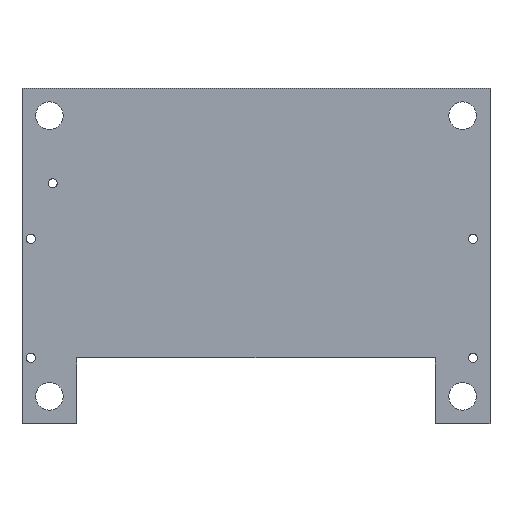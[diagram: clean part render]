
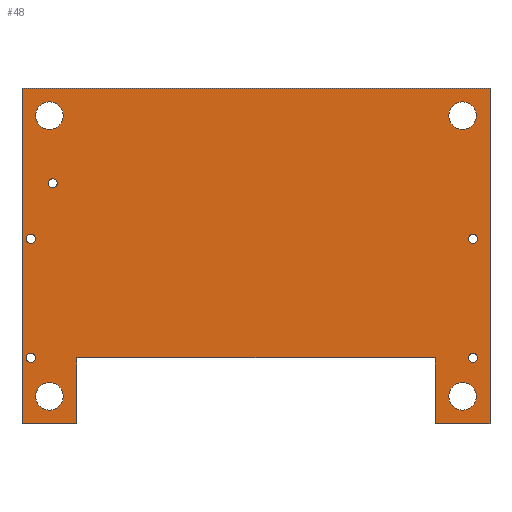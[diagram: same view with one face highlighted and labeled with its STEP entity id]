
A CAD part, front view. The second image highlights one B-rep face of the part: STEP entity #48.
In plain terms, the highlighted planar face has unit normal (0, -1, 0).
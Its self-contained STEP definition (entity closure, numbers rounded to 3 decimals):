
#48=ADVANCED_FACE('',(#219,#221,#223,#225,#227,#229,#231,#233,#235,#237),#239,.F.);
#219=FACE_BOUND('',#220,.T.);
#220=EDGE_LOOP('',(#406,#407,#408,#409,#410,#411,#412,#413));
#221=FACE_BOUND('',#222,.T.);
#222=EDGE_LOOP('',(#414));
#223=FACE_BOUND('',#224,.T.);
#224=EDGE_LOOP('',(#415));
#225=FACE_BOUND('',#226,.T.);
#226=EDGE_LOOP('',(#416));
#227=FACE_BOUND('',#228,.T.);
#228=EDGE_LOOP('',(#417));
#229=FACE_BOUND('',#230,.T.);
#230=EDGE_LOOP('',(#418));
#231=FACE_BOUND('',#232,.T.);
#232=EDGE_LOOP('',(#419));
#233=FACE_BOUND('',#234,.T.);
#234=EDGE_LOOP('',(#420));
#235=FACE_BOUND('',#236,.T.);
#236=EDGE_LOOP('',(#421));
#237=FACE_BOUND('',#238,.T.);
#238=EDGE_LOOP('',(#422));
#239=PLANE('',#240);
#240=AXIS2_PLACEMENT_3D('',#241,#242,#243);
#241=CARTESIAN_POINT('',(0.,0.,0.));
#242=DIRECTION('',(0.,1.,0.));
#243=DIRECTION('',(-1.,0.,0.));
#406=ORIENTED_EDGE('',*,*,#490,.F.);
#407=ORIENTED_EDGE('',*,*,#491,.F.);
#408=ORIENTED_EDGE('',*,*,#492,.F.);
#409=ORIENTED_EDGE('',*,*,#493,.F.);
#410=ORIENTED_EDGE('',*,*,#494,.F.);
#411=ORIENTED_EDGE('',*,*,#495,.F.);
#412=ORIENTED_EDGE('',*,*,#496,.F.);
#413=ORIENTED_EDGE('',*,*,#497,.F.);
#414=ORIENTED_EDGE('',*,*,#498,.T.);
#415=ORIENTED_EDGE('',*,*,#499,.T.);
#416=ORIENTED_EDGE('',*,*,#500,.T.);
#417=ORIENTED_EDGE('',*,*,#501,.T.);
#418=ORIENTED_EDGE('',*,*,#502,.T.);
#419=ORIENTED_EDGE('',*,*,#503,.T.);
#420=ORIENTED_EDGE('',*,*,#504,.T.);
#421=ORIENTED_EDGE('',*,*,#505,.T.);
#422=ORIENTED_EDGE('',*,*,#506,.T.);
#490=EDGE_CURVE('',#532,#533,#534,.T.);
#491=EDGE_CURVE('',#535,#532,#536,.T.);
#492=EDGE_CURVE('',#537,#535,#538,.T.);
#493=EDGE_CURVE('',#539,#537,#540,.T.);
#494=EDGE_CURVE('',#541,#539,#542,.T.);
#495=EDGE_CURVE('',#543,#541,#544,.T.);
#496=EDGE_CURVE('',#545,#543,#546,.T.);
#497=EDGE_CURVE('',#533,#545,#547,.T.);
#498=EDGE_CURVE('',#548,#548,#549,.T.);
#499=EDGE_CURVE('',#550,#550,#551,.T.);
#500=EDGE_CURVE('',#552,#552,#553,.T.);
#501=EDGE_CURVE('',#554,#554,#555,.T.);
#502=EDGE_CURVE('',#556,#556,#557,.T.);
#503=EDGE_CURVE('',#558,#558,#559,.T.);
#504=EDGE_CURVE('',#560,#560,#561,.T.);
#505=EDGE_CURVE('',#562,#562,#563,.T.);
#506=EDGE_CURVE('',#564,#564,#565,.T.);
#532=VERTEX_POINT('',#608);
#533=VERTEX_POINT('',#609);
#534=LINE('',#610,#611);
#535=VERTEX_POINT('',#613);
#536=LINE('',#614,#615);
#537=VERTEX_POINT('',#617);
#538=LINE('',#618,#619);
#539=VERTEX_POINT('',#621);
#540=LINE('',#622,#623);
#541=VERTEX_POINT('',#625);
#542=LINE('',#626,#627);
#543=VERTEX_POINT('',#629);
#544=LINE('',#630,#631);
#545=VERTEX_POINT('',#633);
#546=LINE('',#634,#635);
#547=LINE('',#637,#638);
#548=VERTEX_POINT('',#640);
#549=CIRCLE('',#641,1.5);
#550=VERTEX_POINT('',#645);
#551=CIRCLE('',#646,1.5);
#552=VERTEX_POINT('',#650);
#553=CIRCLE('',#651,1.5);
#554=VERTEX_POINT('',#655);
#555=CIRCLE('',#656,1.5);
#556=VERTEX_POINT('',#660);
#557=CIRCLE('',#661,0.5);
#558=VERTEX_POINT('',#665);
#559=CIRCLE('',#666,0.5);
#560=VERTEX_POINT('',#670);
#561=CIRCLE('',#671,0.5);
#562=VERTEX_POINT('',#675);
#563=CIRCLE('',#676,0.5);
#564=VERTEX_POINT('',#680);
#565=CIRCLE('',#681,0.5);
#608=CARTESIAN_POINT('',(48.11,0.,-3.));
#609=CARTESIAN_POINT('',(42.11,0.,-3.));
#610=CARTESIAN_POINT('',(48.11,0.,-3.));
#611=VECTOR('',#612,1.);
#612=DIRECTION('',(-1.,0.,0.));
#613=CARTESIAN_POINT('',(48.11,0.,33.66));
#614=CARTESIAN_POINT('',(48.11,0.,33.66));
#615=VECTOR('',#616,1.);
#616=DIRECTION('',(0.,0.,-1.));
#617=CARTESIAN_POINT('',(-3.,0.,33.66));
#618=CARTESIAN_POINT('',(-3.,0.,33.66));
#619=VECTOR('',#620,1.);
#620=DIRECTION('',(1.,0.,0.));
#621=CARTESIAN_POINT('',(-3.,0.,-3.));
#622=CARTESIAN_POINT('',(-3.,0.,-3.));
#623=VECTOR('',#624,1.);
#624=DIRECTION('',(0.,0.,1.));
#625=CARTESIAN_POINT('',(3.,0.,-3.));
#626=CARTESIAN_POINT('',(3.,0.,-3.));
#627=VECTOR('',#628,1.);
#628=DIRECTION('',(-1.,0.,0.));
#629=CARTESIAN_POINT('',(3.,0.,4.2));
#630=CARTESIAN_POINT('',(3.,0.,4.2));
#631=VECTOR('',#632,1.);
#632=DIRECTION('',(0.,0.,-1.));
#633=CARTESIAN_POINT('',(42.11,0.,4.2));
#634=CARTESIAN_POINT('',(42.11,0.,4.2));
#635=VECTOR('',#636,1.);
#636=DIRECTION('',(-1.,0.,0.));
#637=CARTESIAN_POINT('',(42.11,0.,-3.));
#638=VECTOR('',#639,1.);
#639=DIRECTION('',(0.,0.,1.));
#640=CARTESIAN_POINT('',(43.61,0.,0.));
#641=AXIS2_PLACEMENT_3D('',#642,#643,#644);
#642=CARTESIAN_POINT('',(45.11,0.,0.));
#643=DIRECTION('',(0.,1.,0.));
#644=DIRECTION('',(-1.,0.,0.));
#645=CARTESIAN_POINT('',(-1.5,0.,0.));
#646=AXIS2_PLACEMENT_3D('',#647,#648,#649);
#647=CARTESIAN_POINT('',(0.,0.,0.));
#648=DIRECTION('',(0.,1.,0.));
#649=DIRECTION('',(-1.,0.,0.));
#650=CARTESIAN_POINT('',(-1.5,0.,30.66));
#651=AXIS2_PLACEMENT_3D('',#652,#653,#654);
#652=CARTESIAN_POINT('',(0.,0.,30.66));
#653=DIRECTION('',(0.,1.,0.));
#654=DIRECTION('',(-1.,0.,0.));
#655=CARTESIAN_POINT('',(43.61,0.,30.66));
#656=AXIS2_PLACEMENT_3D('',#657,#658,#659);
#657=CARTESIAN_POINT('',(45.11,0.,30.66));
#658=DIRECTION('',(0.,1.,0.));
#659=DIRECTION('',(-1.,0.,0.));
#660=CARTESIAN_POINT('',(-0.15,0.,23.26));
#661=AXIS2_PLACEMENT_3D('',#662,#663,#664);
#662=CARTESIAN_POINT('',(0.35,0.,23.26));
#663=DIRECTION('',(0.,1.,0.));
#664=DIRECTION('',(-1.,0.,0.));
#665=CARTESIAN_POINT('',(45.755,0.,17.2));
#666=AXIS2_PLACEMENT_3D('',#667,#668,#669);
#667=CARTESIAN_POINT('',(46.255,0.,17.2));
#668=DIRECTION('',(0.,1.,0.));
#669=DIRECTION('',(-1.,0.,0.));
#670=CARTESIAN_POINT('',(45.755,0.,4.2));
#671=AXIS2_PLACEMENT_3D('',#672,#673,#674);
#672=CARTESIAN_POINT('',(46.255,0.,4.2));
#673=DIRECTION('',(0.,1.,0.));
#674=DIRECTION('',(-1.,0.,0.));
#675=CARTESIAN_POINT('',(-2.545,0.,4.2));
#676=AXIS2_PLACEMENT_3D('',#677,#678,#679);
#677=CARTESIAN_POINT('',(-2.045,0.,4.2));
#678=DIRECTION('',(0.,1.,0.));
#679=DIRECTION('',(-1.,0.,0.));
#680=CARTESIAN_POINT('',(-2.545,0.,17.2));
#681=AXIS2_PLACEMENT_3D('',#682,#683,#684);
#682=CARTESIAN_POINT('',(-2.045,0.,17.2));
#683=DIRECTION('',(0.,1.,0.));
#684=DIRECTION('',(-1.,0.,0.));
